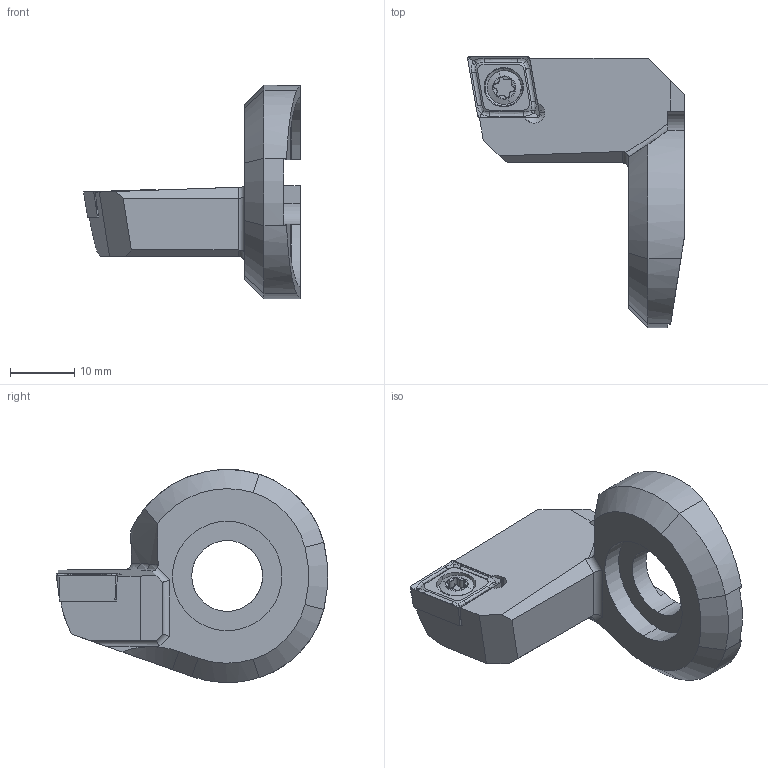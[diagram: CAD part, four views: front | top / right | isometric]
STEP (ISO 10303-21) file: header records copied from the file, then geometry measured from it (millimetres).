
FILE_DESCRIPTION (( 'STEP AP203' ), '1' );
FILE_NAME ('AV6.WCB.001.032.STEP', '2018-02-23T06:45:27', ( 'SWIAdmin' ), ( 'Hewlett-Packard Company' ), 'SwSTEP 2.0', 'SolidWorks 2017', '' );
FILE_SCHEMA (( 'CONFIG_CONTROL_DESIGN' ));
Length unit declared in the file: millimetre
Products named in the file (4): WCB-ER2.001.009_A; AV6.WCB.001.032; AV6-WCB.001.032_A_fertigbearbeitet; CCMT09T304
Assembly tree (3 placements, depth 2):
  AV6.WCB.001.032
    AV6-WCB.001.032_A_fertigbearbeitet
    CCMT09T304
    WCB-ER2.001.009_A
Bounding box: 33.65 x 42.08 x 33.09 mm (x, y, z)
Volume: 8664.5 mm3; surface area: 4521.8 mm2
Topology: 3 solids, 3 shells, 161 faces, 427 edges, 262 vertices
Faces by surface type: plane 53, cylinder 49, cone 33, torus 12, bspline 12, sphere 2
Entity records: 5654 total; most frequent: CARTESIAN_POINT 1484, ORIENTED_EDGE 834, DIRECTION 752, EDGE_CURVE 417, AXIS2_PLACEMENT_3D 282, VERTEX_POINT 262, LINE 188, VECTOR 188
